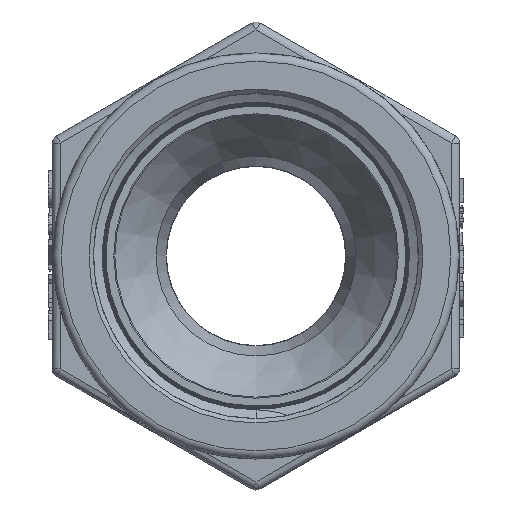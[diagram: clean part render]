
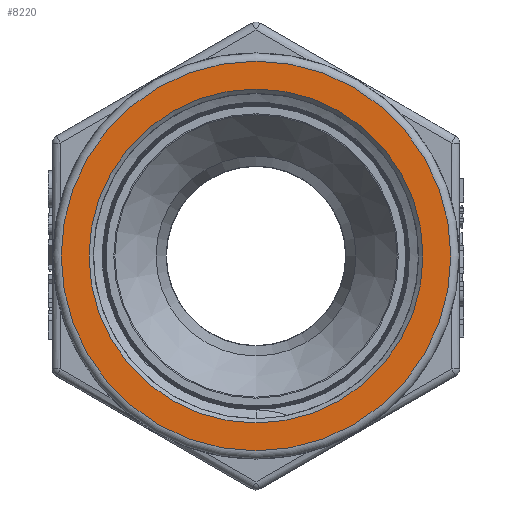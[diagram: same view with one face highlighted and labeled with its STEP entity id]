
A CAD part, left-side view. The second image highlights one B-rep face of the part: STEP entity #8220.
In plain terms, the highlighted planar face has unit normal (-1, 0, 0).
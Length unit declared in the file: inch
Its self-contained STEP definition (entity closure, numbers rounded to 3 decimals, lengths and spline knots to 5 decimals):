
#323=FACE_BOUND('',#1196,.T.);
#371=PLANE('',#8932);
#695=FACE_OUTER_BOUND('',#1195,.T.);
#1195=EDGE_LOOP('',(#5805));
#1196=EDGE_LOOP('',(#5806));
#1743=CIRCLE('',#8923,1.425);
#1751=CIRCLE('',#8933,1.22125);
#3631=VERTEX_POINT('',#12158);
#3645=VERTEX_POINT('',#12250);
#4474=EDGE_CURVE('',#3631,#3631,#1743,.T.);
#4489=EDGE_CURVE('',#3645,#3645,#1751,.T.);
#5805=ORIENTED_EDGE('',*,*,#4474,.F.);
#5806=ORIENTED_EDGE('',*,*,#4489,.T.);
#8220=ADVANCED_FACE('',(#695,#323),#371,.T.);
#8923=AXIS2_PLACEMENT_3D('',#12160,#9618,#9619);
#8932=AXIS2_PLACEMENT_3D('',#12249,#9637,#9638);
#8933=AXIS2_PLACEMENT_3D('',#12251,#9639,#9640);
#9618=DIRECTION('center_axis',(1.,0.,0.));
#9619=DIRECTION('ref_axis',(0.,-1.,0.));
#9637=DIRECTION('center_axis',(-1.,0.,0.));
#9638=DIRECTION('ref_axis',(0.,0.,1.));
#9639=DIRECTION('center_axis',(1.,0.,0.));
#9640=DIRECTION('ref_axis',(0.,1.,0.));
#12158=CARTESIAN_POINT('',(0.,0.,1.425));
#12160=CARTESIAN_POINT('Origin',(0.,0.,0.));
#12249=CARTESIAN_POINT('Origin',(0.,1.35313,0.));
#12250=CARTESIAN_POINT('',(0.,-1.22125,0.));
#12251=CARTESIAN_POINT('Origin',(0.,0.,0.));
